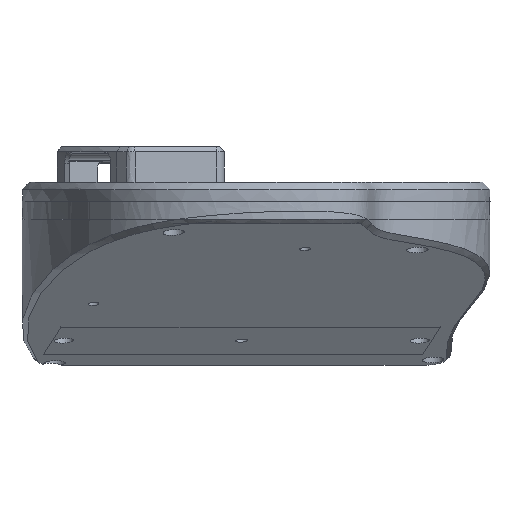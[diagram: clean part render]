
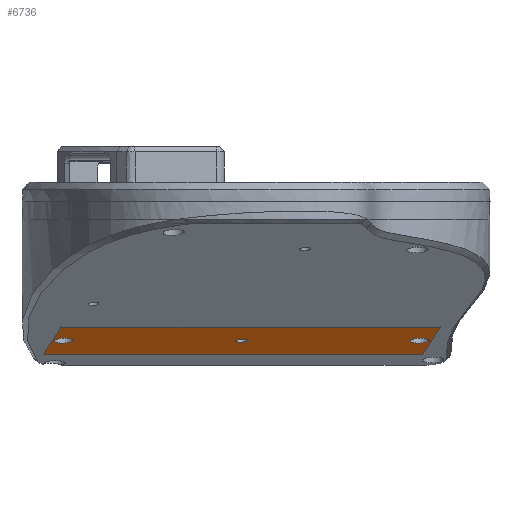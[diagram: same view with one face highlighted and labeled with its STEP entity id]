
A CAD part, left-side view. The second image highlights one B-rep face of the part: STEP entity #6736.
In plain terms, the highlighted planar face has unit normal (-0.255, -0.045, -0.966).
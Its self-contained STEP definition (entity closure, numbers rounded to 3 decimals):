
#381=FACE_BOUND('',#1245,.T.);
#382=FACE_BOUND('',#1246,.T.);
#383=FACE_BOUND('',#1247,.T.);
#506=PLANE('',#7332);
#794=FACE_OUTER_BOUND('',#1244,.T.);
#1244=EDGE_LOOP('',(#5346,#5347,#5348,#5349));
#1245=EDGE_LOOP('',(#5350));
#1246=EDGE_LOOP('',(#5351));
#1247=EDGE_LOOP('',(#5352));
#1765=LINE('',#12282,#2320);
#1769=LINE('',#12291,#2324);
#1774=LINE('',#12316,#2329);
#1775=LINE('',#12317,#2330);
#2320=VECTOR('',#8558,10.);
#2324=VECTOR('',#8564,10.);
#2329=VECTOR('',#8593,10.);
#2330=VECTOR('',#8594,10.);
#2735=CIRCLE('',#7322,2.);
#2739=CIRCLE('',#7328,2.);
#2742=CIRCLE('',#7333,1.25);
#3114=VERTEX_POINT('',#12279);
#3115=VERTEX_POINT('',#12281);
#3118=VERTEX_POINT('',#12288);
#3119=VERTEX_POINT('',#12290);
#3121=VERTEX_POINT('',#12296);
#3125=VERTEX_POINT('',#12307);
#3128=VERTEX_POINT('',#12318);
#3894=EDGE_CURVE('',#3114,#3115,#1765,.T.);
#3898=EDGE_CURVE('',#3118,#3119,#1769,.T.);
#3901=EDGE_CURVE('',#3121,#3121,#2735,.T.);
#3906=EDGE_CURVE('',#3125,#3125,#2739,.T.);
#3910=EDGE_CURVE('',#3115,#3118,#1774,.T.);
#3911=EDGE_CURVE('',#3114,#3119,#1775,.T.);
#3912=EDGE_CURVE('',#3128,#3128,#2742,.T.);
#5346=ORIENTED_EDGE('',*,*,#3910,.F.);
#5347=ORIENTED_EDGE('',*,*,#3894,.F.);
#5348=ORIENTED_EDGE('',*,*,#3911,.T.);
#5349=ORIENTED_EDGE('',*,*,#3898,.F.);
#5350=ORIENTED_EDGE('',*,*,#3901,.T.);
#5351=ORIENTED_EDGE('',*,*,#3906,.T.);
#5352=ORIENTED_EDGE('',*,*,#3912,.T.);
#6736=ADVANCED_FACE('',(#794,#381,#382,#383),#506,.T.);
#7322=AXIS2_PLACEMENT_3D('',#12297,#8569,#8570);
#7328=AXIS2_PLACEMENT_3D('',#12308,#8582,#8583);
#7332=AXIS2_PLACEMENT_3D('',#12315,#8591,#8592);
#7333=AXIS2_PLACEMENT_3D('',#12319,#8595,#8596);
#8558=DIRECTION('',(-0.951,-0.168,0.259));
#8564=DIRECTION('',(0.951,0.168,-0.259));
#8569=DIRECTION('center_axis',(0.255,0.045,0.966));
#8570=DIRECTION('ref_axis',(0.174,-0.985,0.));
#8582=DIRECTION('center_axis',(0.255,0.045,0.966));
#8583=DIRECTION('ref_axis',(0.174,-0.985,0.));
#8591=DIRECTION('center_axis',(-0.255,-0.045,-0.966));
#8592=DIRECTION('ref_axis',(0.174,-0.985,0.));
#8593=DIRECTION('',(0.174,-0.985,0.));
#8594=DIRECTION('',(0.174,-0.985,0.));
#8595=DIRECTION('center_axis',(0.255,0.045,0.966));
#8596=DIRECTION('ref_axis',(0.174,-0.985,0.));
#12279=CARTESIAN_POINT('',(186.097,-49.385,-30.512));
#12281=CARTESIAN_POINT('',(165.169,-53.075,-24.818));
#12282=CARTESIAN_POINT('',(186.097,-49.385,-30.512));
#12288=CARTESIAN_POINT('',(179.235,-132.845,-24.818));
#12290=CARTESIAN_POINT('',(200.162,-129.155,-30.512));
#12291=CARTESIAN_POINT('',(179.235,-132.845,-24.818));
#12296=CARTESIAN_POINT('',(175.72,-51.723,-27.665));
#12297=CARTESIAN_POINT('Origin',(176.067,-53.692,-27.665));
#12307=CARTESIAN_POINT('',(188.917,-126.568,-27.665));
#12308=CARTESIAN_POINT('Origin',(189.264,-128.538,-27.665));
#12315=CARTESIAN_POINT('Origin',(182.666,-91.115,-27.665));
#12316=CARTESIAN_POINT('',(165.256,-53.568,-24.818));
#12317=CARTESIAN_POINT('',(200.075,-128.662,-30.512));
#12318=CARTESIAN_POINT('',(182.449,-89.884,-27.665));
#12319=CARTESIAN_POINT('Origin',(182.666,-91.115,-27.665));
